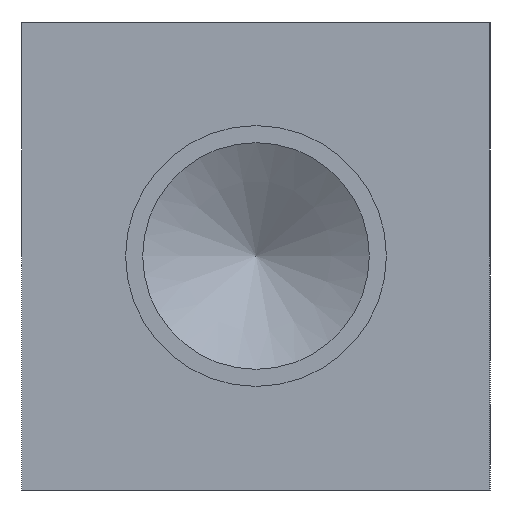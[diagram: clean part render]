
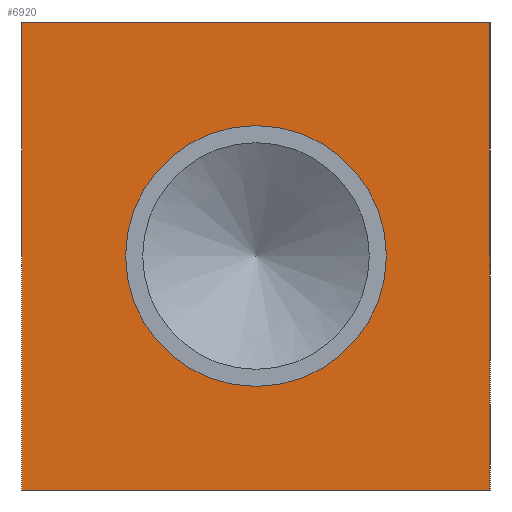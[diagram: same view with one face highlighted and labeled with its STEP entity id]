
A CAD part, left-side view. The second image highlights one B-rep face of the part: STEP entity #6920.
In plain terms, the highlighted planar face has unit normal (-1, 0, 0).
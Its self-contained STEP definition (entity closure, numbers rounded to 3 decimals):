
#68=CIRCLE('',#7176,21.234);
#69=CIRCLE('',#7177,21.234);
#446=FACE_BOUND('',#1187,.T.);
#799=FACE_OUTER_BOUND('',#1186,.T.);
#1186=EDGE_LOOP('',(#6010,#6011,#6012,#6013));
#1187=EDGE_LOOP('',(#6014,#6015));
#1582=LINE('',#9460,#2265);
#1877=LINE('',#11800,#2560);
#1878=LINE('',#11801,#2561);
#1879=LINE('',#11802,#2562);
#2265=VECTOR('',#7897,10.);
#2560=VECTOR('',#8534,10.);
#2561=VECTOR('',#8535,10.);
#2562=VECTOR('',#8536,10.);
#2830=VERTEX_POINT('',#9453);
#2833=VERTEX_POINT('',#9458);
#3160=VERTEX_POINT('',#11666);
#3161=VERTEX_POINT('',#11667);
#3202=VERTEX_POINT('',#11798);
#3203=VERTEX_POINT('',#11799);
#3602=EDGE_CURVE('',#2833,#2830,#1582,.T.);
#4083=EDGE_CURVE('',#3160,#3161,#68,.T.);
#4084=EDGE_CURVE('',#3161,#3160,#69,.T.);
#4147=EDGE_CURVE('',#3202,#3203,#1877,.T.);
#4148=EDGE_CURVE('',#3203,#2830,#1878,.T.);
#4149=EDGE_CURVE('',#3202,#2833,#1879,.T.);
#6010=ORIENTED_EDGE('',*,*,#4147,.T.);
#6011=ORIENTED_EDGE('',*,*,#4148,.T.);
#6012=ORIENTED_EDGE('',*,*,#3602,.F.);
#6013=ORIENTED_EDGE('',*,*,#4149,.F.);
#6014=ORIENTED_EDGE('',*,*,#4083,.T.);
#6015=ORIENTED_EDGE('',*,*,#4084,.T.);
#6268=PLANE('',#7243);
#6920=ADVANCED_FACE('',(#799,#446),#6268,.T.);
#7176=AXIS2_PLACEMENT_3D('',#11668,#8376,#8377);
#7177=AXIS2_PLACEMENT_3D('',#11669,#8378,#8379);
#7243=AXIS2_PLACEMENT_3D('',#11797,#8532,#8533);
#7897=DIRECTION('',(0.,-1.,0.));
#8376=DIRECTION('center_axis',(1.,0.,0.));
#8377=DIRECTION('ref_axis',(0.,1.,0.));
#8378=DIRECTION('center_axis',(1.,0.,0.));
#8379=DIRECTION('ref_axis',(0.,1.,0.));
#8532=DIRECTION('center_axis',(-1.,0.,0.));
#8533=DIRECTION('ref_axis',(0.,-1.,0.));
#8534=DIRECTION('',(0.,-1.,0.));
#8535=DIRECTION('',(0.,0.,1.));
#8536=DIRECTION('',(0.,0.,1.));
#9453=CARTESIAN_POINT('',(0.,0.,76.2));
#9458=CARTESIAN_POINT('',(0.,76.2,76.2));
#9460=CARTESIAN_POINT('',(0.,76.2,76.2));
#11666=CARTESIAN_POINT('',(0.,59.334,38.1));
#11667=CARTESIAN_POINT('',(0.,16.866,38.1));
#11668=CARTESIAN_POINT('Origin',(0.,38.1,38.1));
#11669=CARTESIAN_POINT('Origin',(0.,38.1,38.1));
#11797=CARTESIAN_POINT('Origin',(0.,76.2,0.));
#11798=CARTESIAN_POINT('',(0.,76.2,0.));
#11799=CARTESIAN_POINT('',(0.,0.,0.));
#11800=CARTESIAN_POINT('',(0.,76.2,0.));
#11801=CARTESIAN_POINT('',(0.,0.,0.));
#11802=CARTESIAN_POINT('',(0.,76.2,0.));
